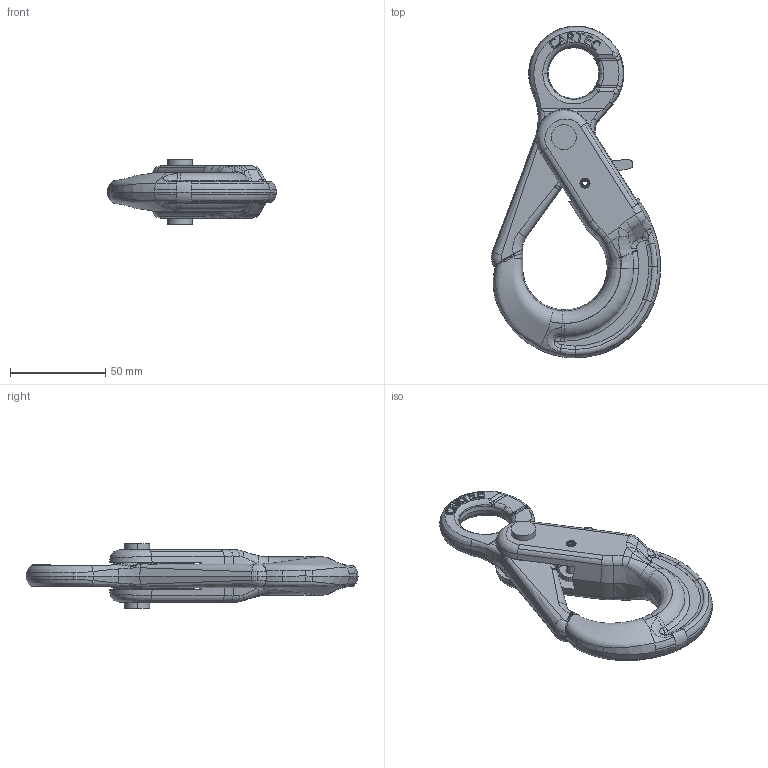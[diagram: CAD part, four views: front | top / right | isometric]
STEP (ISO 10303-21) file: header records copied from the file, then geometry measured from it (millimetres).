
FILE_DESCRIPTION(('STEP AP214'),'1');
FILE_NAME('cro_08.stp','2017-11-14T11:10:56',('TraceParts'),('TraceParts S.A.'),'Spatial InterOp 3D',' ',' ');
FILE_SCHEMA(('automotive_design'));
Length unit declared in the file: millimetre
Products named in the file (6): cro_08_1; cro_08_2; cro_08_3; cro_08_4; cro_08_5; cro_08_6
Bounding box: 88.76 x 174.1 x 34 mm (x, y, z)
Volume: 112071.8 mm3; surface area: 34221.6 mm2
Topology: 6 solids, 6 shells, 548 faces, 1412 edges, 876 vertices
Faces by surface type: bspline 210, plane 137, cylinder 86, torus 58, cone 54, sphere 3
Entity records: 55082 total; most frequent: CARTESIAN_POINT 38566, ORIENTED_EDGE 2812, DIRECTION 2125, EDGE_CURVE 1406, VERTEX_POINT 876, AXIS2_PLACEMENT_3D 853, EDGE_LOOP 574, STYLED_ITEM 554
